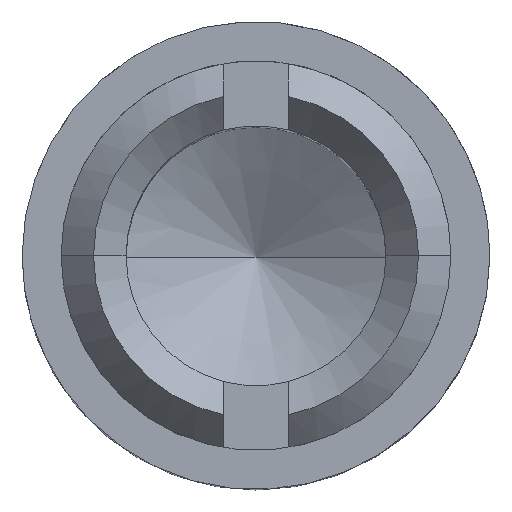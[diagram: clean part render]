
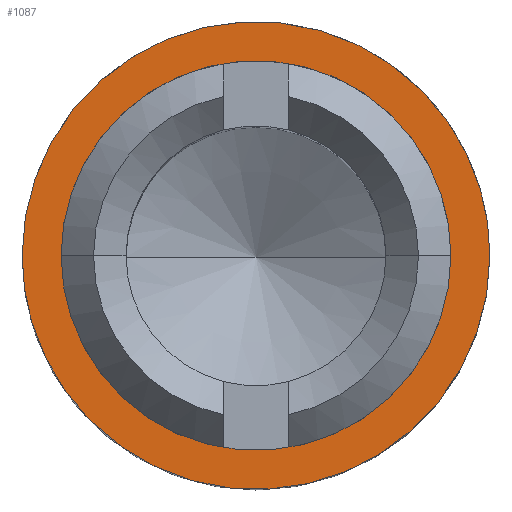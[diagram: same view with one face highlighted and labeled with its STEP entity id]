
A CAD part, top view. The second image highlights one B-rep face of the part: STEP entity #1087.
In plain terms, the highlighted planar face has unit normal (0, 0, 1).
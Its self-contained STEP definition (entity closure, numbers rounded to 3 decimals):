
#971=AXIS2_PLACEMENT_3D('Plane Axis2P3D',#968,#969,#970) ;
#968=CARTESIAN_POINT('Axis2P3D Location',(3.6,7.2,29.65)) ;
#974=CARTESIAN_POINT('Control Point',(7.2,3.6,29.65)) ;
#975=CARTESIAN_POINT('Control Point',(7.2,3.228,29.65)) ;
#976=CARTESIAN_POINT('Control Point',(7.152,2.856,29.65)) ;
#977=CARTESIAN_POINT('Control Point',(7.056,2.493,29.65)) ;
#978=CARTESIAN_POINT('Control Point',(6.772,1.799,29.65)) ;
#979=CARTESIAN_POINT('Control Point',(6.322,1.2,29.65)) ;
#980=CARTESIAN_POINT('Control Point',(6.059,0.931,29.65)) ;
#981=CARTESIAN_POINT('Control Point',(5.469,0.467,29.65)) ;
#982=CARTESIAN_POINT('Control Point',(4.782,0.169,29.65)) ;
#983=CARTESIAN_POINT('Control Point',(4.42,0.065,29.65)) ;
#984=CARTESIAN_POINT('Control Point',(3.679,-0.047,29.65)) ;
#985=CARTESIAN_POINT('Control Point',(2.933,0.033,29.65)) ;
#986=CARTESIAN_POINT('Control Point',(2.568,0.121,29.65)) ;
#987=CARTESIAN_POINT('Control Point',(1.868,0.39,29.65)) ;
#988=CARTESIAN_POINT('Control Point',(1.259,0.827,29.65)) ;
#989=CARTESIAN_POINT('Control Point',(0.985,1.084,29.65)) ;
#990=CARTESIAN_POINT('Control Point',(0.508,1.663,29.65)) ;
#991=CARTESIAN_POINT('Control Point',(0.195,2.345,29.65)) ;
#992=CARTESIAN_POINT('Control Point',(0.083,2.704,29.65)) ;
#993=CARTESIAN_POINT('Control Point',(0.014,3.104,29.65)) ;
#994=CARTESIAN_POINT('Control Point',(0.001,3.507,29.65)) ;
#995=CARTESIAN_POINT('Control Point',(0.,3.538,29.65)) ;
#996=CARTESIAN_POINT('Control Point',(0.,3.569,29.65)) ;
#997=CARTESIAN_POINT('Control Point',(0.,3.6,29.65)) ;
#998=CARTESIAN_POINT('Vertex',(7.2,3.6,29.65)) ;
#1000=CARTESIAN_POINT('Vertex',(0.,3.6,29.65)) ;
#1004=CARTESIAN_POINT('Control Point',(0.,3.6,29.65)) ;
#1005=CARTESIAN_POINT('Control Point',(0.,3.972,29.65)) ;
#1006=CARTESIAN_POINT('Control Point',(0.048,4.344,29.65)) ;
#1007=CARTESIAN_POINT('Control Point',(0.144,4.707,29.65)) ;
#1008=CARTESIAN_POINT('Control Point',(0.428,5.401,29.65)) ;
#1009=CARTESIAN_POINT('Control Point',(0.878,6.,29.65)) ;
#1010=CARTESIAN_POINT('Control Point',(1.141,6.269,29.65)) ;
#1011=CARTESIAN_POINT('Control Point',(1.731,6.733,29.65)) ;
#1012=CARTESIAN_POINT('Control Point',(2.418,7.031,29.65)) ;
#1013=CARTESIAN_POINT('Control Point',(2.78,7.135,29.65)) ;
#1014=CARTESIAN_POINT('Control Point',(3.521,7.247,29.65)) ;
#1015=CARTESIAN_POINT('Control Point',(4.267,7.167,29.65)) ;
#1016=CARTESIAN_POINT('Control Point',(4.632,7.079,29.65)) ;
#1017=CARTESIAN_POINT('Control Point',(5.332,6.81,29.65)) ;
#1018=CARTESIAN_POINT('Control Point',(5.941,6.373,29.65)) ;
#1019=CARTESIAN_POINT('Control Point',(6.215,6.116,29.65)) ;
#1020=CARTESIAN_POINT('Control Point',(6.692,5.537,29.65)) ;
#1021=CARTESIAN_POINT('Control Point',(7.005,4.855,29.65)) ;
#1022=CARTESIAN_POINT('Control Point',(7.117,4.496,29.65)) ;
#1023=CARTESIAN_POINT('Control Point',(7.186,4.096,29.65)) ;
#1024=CARTESIAN_POINT('Control Point',(7.199,3.693,29.65)) ;
#1025=CARTESIAN_POINT('Control Point',(7.2,3.662,29.65)) ;
#1026=CARTESIAN_POINT('Control Point',(7.2,3.631,29.65)) ;
#1027=CARTESIAN_POINT('Control Point',(7.2,3.6,29.65)) ;
#1034=CARTESIAN_POINT('Control Point',(0.6,3.6,29.65)) ;
#1035=CARTESIAN_POINT('Control Point',(0.6,3.939,29.65)) ;
#1036=CARTESIAN_POINT('Control Point',(0.648,4.279,29.65)) ;
#1037=CARTESIAN_POINT('Control Point',(0.744,4.609,29.65)) ;
#1038=CARTESIAN_POINT('Control Point',(1.027,5.234,29.65)) ;
#1039=CARTESIAN_POINT('Control Point',(1.472,5.755,29.65)) ;
#1040=CARTESIAN_POINT('Control Point',(1.73,5.983,29.65)) ;
#1041=CARTESIAN_POINT('Control Point',(2.303,6.358,29.65)) ;
#1042=CARTESIAN_POINT('Control Point',(2.958,6.56,29.65)) ;
#1043=CARTESIAN_POINT('Control Point',(3.298,6.614,29.65)) ;
#1044=CARTESIAN_POINT('Control Point',(3.984,6.624,29.65)) ;
#1045=CARTESIAN_POINT('Control Point',(4.645,6.443,29.65)) ;
#1046=CARTESIAN_POINT('Control Point',(4.961,6.306,29.65)) ;
#1047=CARTESIAN_POINT('Control Point',(5.545,5.947,29.65)) ;
#1048=CARTESIAN_POINT('Control Point',(6.006,5.44,29.65)) ;
#1049=CARTESIAN_POINT('Control Point',(6.199,5.155,29.65)) ;
#1050=CARTESIAN_POINT('Control Point',(6.433,4.677,29.65)) ;
#1051=CARTESIAN_POINT('Control Point',(6.556,4.162,29.65)) ;
#1052=CARTESIAN_POINT('Control Point',(6.585,3.976,29.65)) ;
#1053=CARTESIAN_POINT('Control Point',(6.6,3.788,29.65)) ;
#1054=CARTESIAN_POINT('Control Point',(6.6,3.6,29.65)) ;
#1055=CARTESIAN_POINT('Vertex',(0.6,3.6,29.65)) ;
#1057=CARTESIAN_POINT('Vertex',(6.6,3.6,29.65)) ;
#1061=CARTESIAN_POINT('Control Point',(6.6,3.6,29.65)) ;
#1062=CARTESIAN_POINT('Control Point',(6.6,3.261,29.65)) ;
#1063=CARTESIAN_POINT('Control Point',(6.552,2.921,29.65)) ;
#1064=CARTESIAN_POINT('Control Point',(6.456,2.591,29.65)) ;
#1065=CARTESIAN_POINT('Control Point',(6.173,1.966,29.65)) ;
#1066=CARTESIAN_POINT('Control Point',(5.728,1.445,29.65)) ;
#1067=CARTESIAN_POINT('Control Point',(5.47,1.217,29.65)) ;
#1068=CARTESIAN_POINT('Control Point',(4.897,0.842,29.65)) ;
#1069=CARTESIAN_POINT('Control Point',(4.242,0.64,29.65)) ;
#1070=CARTESIAN_POINT('Control Point',(3.902,0.586,29.65)) ;
#1071=CARTESIAN_POINT('Control Point',(3.216,0.576,29.65)) ;
#1072=CARTESIAN_POINT('Control Point',(2.555,0.757,29.65)) ;
#1073=CARTESIAN_POINT('Control Point',(2.239,0.894,29.65)) ;
#1074=CARTESIAN_POINT('Control Point',(1.655,1.253,29.65)) ;
#1075=CARTESIAN_POINT('Control Point',(1.194,1.76,29.65)) ;
#1076=CARTESIAN_POINT('Control Point',(1.001,2.045,29.65)) ;
#1077=CARTESIAN_POINT('Control Point',(0.767,2.523,29.65)) ;
#1078=CARTESIAN_POINT('Control Point',(0.644,3.038,29.65)) ;
#1079=CARTESIAN_POINT('Control Point',(0.615,3.224,29.65)) ;
#1080=CARTESIAN_POINT('Control Point',(0.6,3.412,29.65)) ;
#1081=CARTESIAN_POINT('Control Point',(0.6,3.6,29.65)) ;
#969=DIRECTION('Axis2P3D Direction',(0.,0.,1.)) ;
#970=DIRECTION('Axis2P3D XDirection',(1.,0.,0.)) ;
#1030=ORIENTED_EDGE('',*,*,#1002,.F.) ;
#1031=ORIENTED_EDGE('',*,*,#1028,.F.) ;
#1084=ORIENTED_EDGE('',*,*,#1059,.T.) ;
#1085=ORIENTED_EDGE('',*,*,#1082,.T.) ;
#1086=FACE_BOUND('',#1083,.T.) ;
#1087=ADVANCED_FACE('V2',(#1032,#1086),#972,.T.) ;
#973=B_SPLINE_CURVE_WITH_KNOTS('',5,(#974,#975,#976,#977,#978,#979,#980,#981,#982,#983,#984,#985,#986,#987,#988,#989,#990,#991,#992,#993,#994,#995,#996,#997),.UNSPECIFIED.,.F.,.U.,(6,3,3,3,3,3,3,6),(0.,2.629,5.258,7.887,10.516,13.145,15.774,15.994),.UNSPECIFIED.) ;
#1003=B_SPLINE_CURVE_WITH_KNOTS('',5,(#1004,#1005,#1006,#1007,#1008,#1009,#1010,#1011,#1012,#1013,#1014,#1015,#1016,#1017,#1018,#1019,#1020,#1021,#1022,#1023,#1024,#1025,#1026,#1027),.UNSPECIFIED.,.F.,.U.,(6,3,3,3,3,3,3,6),(0.,2.629,5.258,7.887,10.516,13.145,15.774,15.994),.UNSPECIFIED.) ;
#1033=B_SPLINE_CURVE_WITH_KNOTS('',5,(#1034,#1035,#1036,#1037,#1038,#1039,#1040,#1041,#1042,#1043,#1044,#1045,#1046,#1047,#1048,#1049,#1050,#1051,#1052,#1053,#1054),.UNSPECIFIED.,.F.,.U.,(6,3,3,3,3,3,6),(0.,2.4,4.8,7.2,9.6,12.,13.328),.UNSPECIFIED.) ;
#1060=B_SPLINE_CURVE_WITH_KNOTS('',5,(#1061,#1062,#1063,#1064,#1065,#1066,#1067,#1068,#1069,#1070,#1071,#1072,#1073,#1074,#1075,#1076,#1077,#1078,#1079,#1080,#1081),.UNSPECIFIED.,.F.,.U.,(6,3,3,3,3,3,6),(0.,2.4,4.8,7.2,9.6,12.,13.328),.UNSPECIFIED.) ;
#1002=EDGE_CURVE('',#999,#1001,#973,.T.) ;
#1028=EDGE_CURVE('',#1001,#999,#1003,.T.) ;
#1059=EDGE_CURVE('',#1056,#1058,#1033,.T.) ;
#1082=EDGE_CURVE('',#1058,#1056,#1060,.T.) ;
#1029=EDGE_LOOP('',(#1030,#1031)) ;
#1083=EDGE_LOOP('',(#1084,#1085)) ;
#1032=FACE_OUTER_BOUND('',#1029,.T.) ;
#972=PLANE('',#971) ;
#999=VERTEX_POINT('',#998) ;
#1001=VERTEX_POINT('',#1000) ;
#1056=VERTEX_POINT('',#1055) ;
#1058=VERTEX_POINT('',#1057) ;
